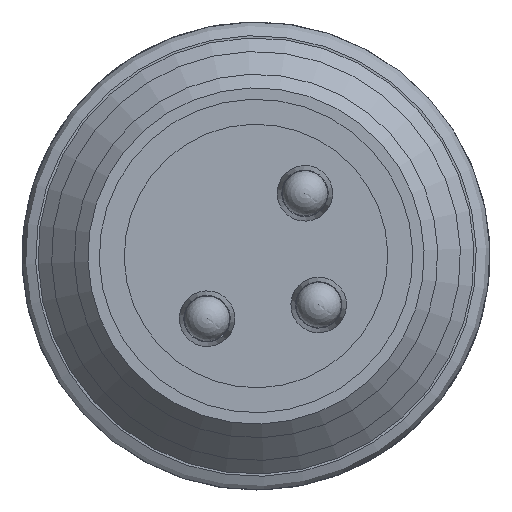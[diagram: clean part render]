
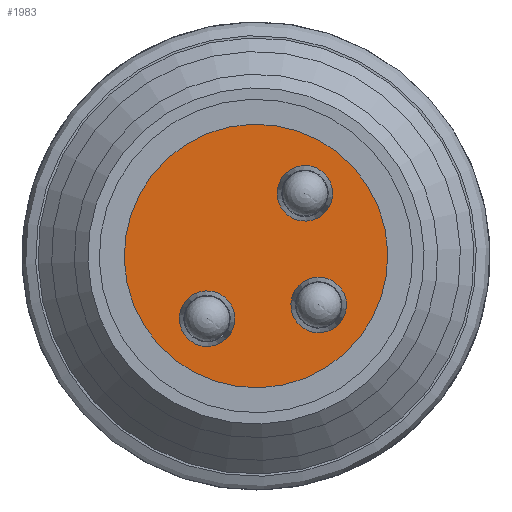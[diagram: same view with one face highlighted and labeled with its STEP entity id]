
A CAD part, left-side view. The second image highlights one B-rep face of the part: STEP entity #1983.
In plain terms, the highlighted planar face has unit normal (-1, 0, 0).
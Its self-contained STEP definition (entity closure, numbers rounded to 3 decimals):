
#321=FACE_BOUND('',#828,.T.);
#322=FACE_BOUND('',#829,.T.);
#323=FACE_BOUND('',#830,.T.);
#473=CIRCLE('',#2240,0.613);
#474=CIRCLE('',#2242,0.613);
#475=CIRCLE('',#2244,0.613);
#476=CIRCLE('',#2246,2.9);
#512=PLANE('',#2245);
#642=FACE_OUTER_BOUND('',#827,.T.);
#827=EDGE_LOOP('',(#1775));
#828=EDGE_LOOP('',(#1776));
#829=EDGE_LOOP('',(#1777));
#830=EDGE_LOOP('',(#1778));
#1064=VERTEX_POINT('',#4859);
#1065=VERTEX_POINT('',#4862);
#1066=VERTEX_POINT('',#4865);
#1067=VERTEX_POINT('',#4868);
#1306=EDGE_CURVE('',#1064,#1064,#473,.T.);
#1307=EDGE_CURVE('',#1065,#1065,#474,.T.);
#1308=EDGE_CURVE('',#1066,#1066,#475,.T.);
#1309=EDGE_CURVE('',#1067,#1067,#476,.T.);
#1775=ORIENTED_EDGE('',*,*,#1309,.F.);
#1776=ORIENTED_EDGE('',*,*,#1308,.T.);
#1777=ORIENTED_EDGE('',*,*,#1307,.T.);
#1778=ORIENTED_EDGE('',*,*,#1306,.T.);
#1983=ADVANCED_FACE('',(#642,#321,#322,#323),#512,.T.);
#2240=AXIS2_PLACEMENT_3D('',#4860,#2783,#2784);
#2242=AXIS2_PLACEMENT_3D('',#4863,#2787,#2788);
#2244=AXIS2_PLACEMENT_3D('',#4866,#2791,#2792);
#2245=AXIS2_PLACEMENT_3D('',#4867,#2793,#2794);
#2246=AXIS2_PLACEMENT_3D('',#4869,#2795,#2796);
#2783=DIRECTION('center_axis',(1.,0.,0.));
#2784=DIRECTION('ref_axis',(0.,1.,0.));
#2787=DIRECTION('center_axis',(1.,0.,0.));
#2788=DIRECTION('ref_axis',(0.,1.,0.));
#2791=DIRECTION('center_axis',(1.,0.,0.));
#2792=DIRECTION('ref_axis',(0.,1.,0.));
#2793=DIRECTION('center_axis',(-1.,0.,0.));
#2794=DIRECTION('ref_axis',(0.,1.,0.));
#2795=DIRECTION('center_axis',(1.,0.,0.));
#2796=DIRECTION('ref_axis',(0.,-1.,0.));
#4859=CARTESIAN_POINT('',(40.9,52.363,0.));
#4860=CARTESIAN_POINT('Origin',(40.9,51.75,0.));
#4862=CARTESIAN_POINT('',(40.9,48.863,0.));
#4863=CARTESIAN_POINT('Origin',(40.9,48.25,0.));
#4865=CARTESIAN_POINT('',(40.9,50.613,-1.75));
#4866=CARTESIAN_POINT('Origin',(40.9,50.,-1.75));
#4867=CARTESIAN_POINT('Origin',(40.9,50.,0.));
#4868=CARTESIAN_POINT('',(40.9,47.1,0.));
#4869=CARTESIAN_POINT('Origin',(40.9,50.,0.));
